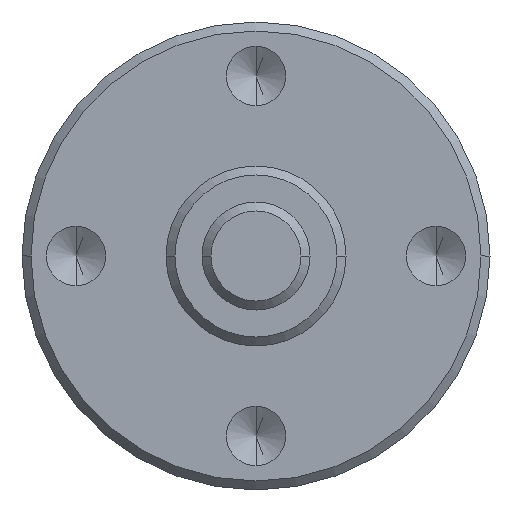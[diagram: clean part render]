
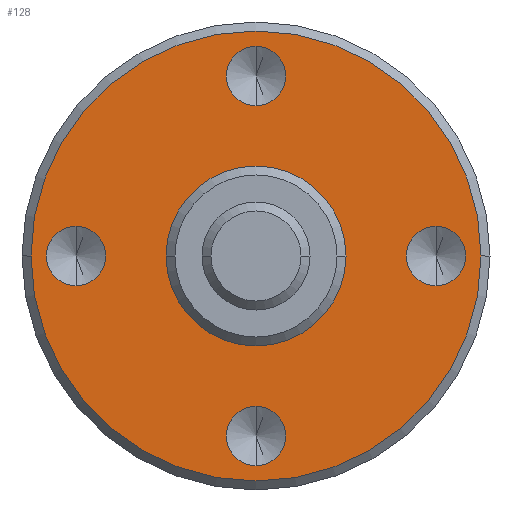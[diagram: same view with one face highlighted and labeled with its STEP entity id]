
A CAD part, left-side view. The second image highlights one B-rep face of the part: STEP entity #128.
In plain terms, the highlighted planar face has unit normal (-1, 0, 0).
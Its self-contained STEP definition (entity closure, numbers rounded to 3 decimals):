
#3 = EDGE_CURVE ( 'NONE', #1627, #1240, #183, .T. ) ;
#24 = CARTESIAN_POINT ( 'NONE',  ( -30., -10., 0. ) ) ;
#41 = CARTESIAN_POINT ( 'NONE',  ( -30., 0., -8.35 ) ) ;
#64 = DIRECTION ( 'NONE',  ( 0., 0., 1. ) ) ;
#66 = ORIENTED_EDGE ( 'NONE', *, *, #1428, .F. ) ;
#93 = DIRECTION ( 'NONE',  ( 0., -1., 0. ) ) ;
#99 = DIRECTION ( 'NONE',  ( 0., 1., 0. ) ) ;
#109 = DIRECTION ( 'NONE',  ( -1., 0., 0. ) ) ;
#112 = CIRCLE ( 'NONE', #1374, 5. ) ;
#123 = FACE_BOUND ( 'NONE', #807, .T. ) ;
#128 = ADVANCED_FACE ( 'NONE', ( #123, #369, #514, #761, #1129, #1653 ), #601, .F. ) ;
#132 = DIRECTION ( 'NONE',  ( 0., 0., 1. ) ) ;
#137 = DIRECTION ( 'NONE',  ( -1., 0., 0. ) ) ;
#152 = EDGE_CURVE ( 'NONE', #462, #1173, #675, .T. ) ;
#183 = CIRCLE ( 'NONE', #1287, 1.65 ) ;
#204 = ORIENTED_EDGE ( 'NONE', *, *, #1326, .F. ) ;
#213 = AXIS2_PLACEMENT_3D ( 'NONE', #858, #457, #64 ) ;
#223 = AXIS2_PLACEMENT_3D ( 'NONE', #493, #1524, #1014 ) ;
#233 = VERTEX_POINT ( 'NONE', #712 ) ;
#248 = CIRCLE ( 'NONE', #1215, 1.65 ) ;
#257 = DIRECTION ( 'NONE',  ( 0., 0., 1. ) ) ;
#260 = DIRECTION ( 'NONE',  ( -1., 0., 0. ) ) ;
#287 = ORIENTED_EDGE ( 'NONE', *, *, #1125, .F. ) ;
#289 = CARTESIAN_POINT ( 'NONE',  ( -30., 10., 1.65 ) ) ;
#309 = CARTESIAN_POINT ( 'NONE',  ( -30., 12.5, 0. ) ) ;
#325 = CIRCLE ( 'NONE', #542, 12.5 ) ;
#334 = EDGE_CURVE ( 'NONE', #1029, #1456, #112, .T. ) ;
#351 = AXIS2_PLACEMENT_3D ( 'NONE', #1440, #260, #132 ) ;
#369 = FACE_BOUND ( 'NONE', #1376, .T. ) ;
#385 = DIRECTION ( 'NONE',  ( 0., 1., 0. ) ) ;
#391 = CARTESIAN_POINT ( 'NONE',  ( -30., -5., 0. ) ) ;
#407 = EDGE_CURVE ( 'NONE', #683, #1160, #1475, .T. ) ;
#416 = DIRECTION ( 'NONE',  ( -1., 0., 0. ) ) ;
#417 = AXIS2_PLACEMENT_3D ( 'NONE', #1053, #1181, #1584 ) ;
#433 = ORIENTED_EDGE ( 'NONE', *, *, #939, .F. ) ;
#444 = ORIENTED_EDGE ( 'NONE', *, *, #1360, .T. ) ;
#451 = DIRECTION ( 'NONE',  ( 0., -1., 0. ) ) ;
#457 = DIRECTION ( 'NONE',  ( -1., 0., 0. ) ) ;
#459 = CARTESIAN_POINT ( 'NONE',  ( -30., 10., -1.65 ) ) ;
#462 = VERTEX_POINT ( 'NONE', #289 ) ;
#479 = CARTESIAN_POINT ( 'NONE',  ( -30., 0., 0. ) ) ;
#485 = CARTESIAN_POINT ( 'NONE',  ( -30., 0., 0. ) ) ;
#493 = CARTESIAN_POINT ( 'NONE',  ( -30., 0., -10. ) ) ;
#504 = VERTEX_POINT ( 'NONE', #1476 ) ;
#514 = FACE_BOUND ( 'NONE', #1277, .T. ) ;
#542 = AXIS2_PLACEMENT_3D ( 'NONE', #479, #1000, #1171 ) ;
#544 = ORIENTED_EDGE ( 'NONE', *, *, #880, .T. ) ;
#559 = EDGE_LOOP ( 'NONE', ( #544, #444 ) ) ;
#585 = CARTESIAN_POINT ( 'NONE',  ( -30., 0., 8.35 ) ) ;
#601 = PLANE ( 'NONE',  #1114 ) ;
#617 = CARTESIAN_POINT ( 'NONE',  ( -30., 0., 11.65 ) ) ;
#640 = CARTESIAN_POINT ( 'NONE',  ( -30., -10., 1.65 ) ) ;
#661 = AXIS2_PLACEMENT_3D ( 'NONE', #485, #898, #99 ) ;
#672 = ORIENTED_EDGE ( 'NONE', *, *, #3, .F. ) ;
#675 = CIRCLE ( 'NONE', #213, 1.65 ) ;
#683 = VERTEX_POINT ( 'NONE', #1261 ) ;
#712 = CARTESIAN_POINT ( 'NONE',  ( -30., -12.5, 0. ) ) ;
#734 = DIRECTION ( 'NONE',  ( 0., 0., 1. ) ) ;
#761 = FACE_BOUND ( 'NONE', #1346, .T. ) ;
#767 = ORIENTED_EDGE ( 'NONE', *, *, #407, .F. ) ;
#781 = CIRCLE ( 'NONE', #935, 1.65 ) ;
#801 = CARTESIAN_POINT ( 'NONE',  ( -30., 10., 0. ) ) ;
#807 = EDGE_LOOP ( 'NONE', ( #1694, #1702 ) ) ;
#858 = CARTESIAN_POINT ( 'NONE',  ( -30., 10., 0. ) ) ;
#880 = EDGE_CURVE ( 'NONE', #1602, #233, #325, .T. ) ;
#882 = AXIS2_PLACEMENT_3D ( 'NONE', #1399, #1275, #93 ) ;
#898 = DIRECTION ( 'NONE',  ( -1., 0., 0. ) ) ;
#906 = CARTESIAN_POINT ( 'NONE',  ( -30., 0., 10. ) ) ;
#914 = DIRECTION ( 'NONE',  ( 0., 0., 1. ) ) ;
#935 = AXIS2_PLACEMENT_3D ( 'NONE', #24, #137, #1190 ) ;
#936 = VERTEX_POINT ( 'NONE', #640 ) ;
#939 = EDGE_CURVE ( 'NONE', #1240, #1627, #248, .T. ) ;
#993 = AXIS2_PLACEMENT_3D ( 'NONE', #801, #416, #734 ) ;
#1000 = DIRECTION ( 'NONE',  ( -1., 0., 0. ) ) ;
#1014 = DIRECTION ( 'NONE',  ( 0., 0., 1. ) ) ;
#1018 = CIRCLE ( 'NONE', #223, 1.65 ) ;
#1029 = VERTEX_POINT ( 'NONE', #391 ) ;
#1031 = DIRECTION ( 'NONE',  ( 1., 0., 0. ) ) ;
#1053 = CARTESIAN_POINT ( 'NONE',  ( -30., -10., 0. ) ) ;
#1084 = EDGE_CURVE ( 'NONE', #504, #936, #781, .T. ) ;
#1114 = AXIS2_PLACEMENT_3D ( 'NONE', #1305, #1031, #385 ) ;
#1116 = CARTESIAN_POINT ( 'NONE',  ( -30., 0., 0. ) ) ;
#1118 = ORIENTED_EDGE ( 'NONE', *, *, #334, .F. ) ;
#1124 = EDGE_LOOP ( 'NONE', ( #1118, #66 ) ) ;
#1125 = EDGE_CURVE ( 'NONE', #936, #504, #1136, .T. ) ;
#1129 = FACE_OUTER_BOUND ( 'NONE', #559, .T. ) ;
#1136 = CIRCLE ( 'NONE', #417, 1.65 ) ;
#1156 = EDGE_CURVE ( 'NONE', #1173, #462, #1356, .T. ) ;
#1160 = VERTEX_POINT ( 'NONE', #41 ) ;
#1161 = CIRCLE ( 'NONE', #882, 5. ) ;
#1171 = DIRECTION ( 'NONE',  ( 0., 1., 0. ) ) ;
#1173 = VERTEX_POINT ( 'NONE', #459 ) ;
#1178 = CARTESIAN_POINT ( 'NONE',  ( -30., 0., 10. ) ) ;
#1181 = DIRECTION ( 'NONE',  ( -1., 0., 0. ) ) ;
#1190 = DIRECTION ( 'NONE',  ( 0., 0., 1. ) ) ;
#1191 = CIRCLE ( 'NONE', #661, 12.5 ) ;
#1215 = AXIS2_PLACEMENT_3D ( 'NONE', #1178, #1322, #257 ) ;
#1240 = VERTEX_POINT ( 'NONE', #585 ) ;
#1261 = CARTESIAN_POINT ( 'NONE',  ( -30., 0., -11.65 ) ) ;
#1275 = DIRECTION ( 'NONE',  ( -1., 0., 0. ) ) ;
#1277 = EDGE_LOOP ( 'NONE', ( #287, #1361 ) ) ;
#1287 = AXIS2_PLACEMENT_3D ( 'NONE', #906, #109, #914 ) ;
#1305 = CARTESIAN_POINT ( 'NONE',  ( -30., 5., 0. ) ) ;
#1322 = DIRECTION ( 'NONE',  ( -1., 0., 0. ) ) ;
#1326 = EDGE_CURVE ( 'NONE', #1160, #683, #1018, .T. ) ;
#1330 = CARTESIAN_POINT ( 'NONE',  ( -30., 5., 0. ) ) ;
#1346 = EDGE_LOOP ( 'NONE', ( #204, #767 ) ) ;
#1356 = CIRCLE ( 'NONE', #993, 1.65 ) ;
#1360 = EDGE_CURVE ( 'NONE', #233, #1602, #1191, .T. ) ;
#1361 = ORIENTED_EDGE ( 'NONE', *, *, #1084, .F. ) ;
#1374 = AXIS2_PLACEMENT_3D ( 'NONE', #1116, #1644, #451 ) ;
#1376 = EDGE_LOOP ( 'NONE', ( #672, #433 ) ) ;
#1399 = CARTESIAN_POINT ( 'NONE',  ( -30., 0., 0. ) ) ;
#1428 = EDGE_CURVE ( 'NONE', #1456, #1029, #1161, .T. ) ;
#1440 = CARTESIAN_POINT ( 'NONE',  ( -30., 0., -10. ) ) ;
#1456 = VERTEX_POINT ( 'NONE', #1330 ) ;
#1475 = CIRCLE ( 'NONE', #351, 1.65 ) ;
#1476 = CARTESIAN_POINT ( 'NONE',  ( -30., -10., -1.65 ) ) ;
#1524 = DIRECTION ( 'NONE',  ( -1., 0., 0. ) ) ;
#1584 = DIRECTION ( 'NONE',  ( 0., 0., 1. ) ) ;
#1602 = VERTEX_POINT ( 'NONE', #309 ) ;
#1627 = VERTEX_POINT ( 'NONE', #617 ) ;
#1644 = DIRECTION ( 'NONE',  ( -1., 0., 0. ) ) ;
#1653 = FACE_BOUND ( 'NONE', #1124, .T. ) ;
#1694 = ORIENTED_EDGE ( 'NONE', *, *, #152, .F. ) ;
#1702 = ORIENTED_EDGE ( 'NONE', *, *, #1156, .F. ) ;
